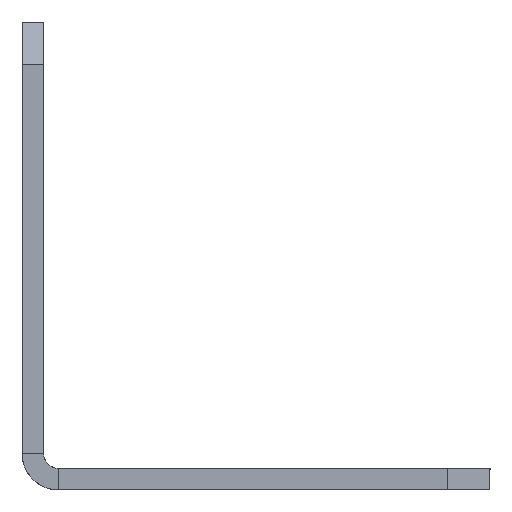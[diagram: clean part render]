
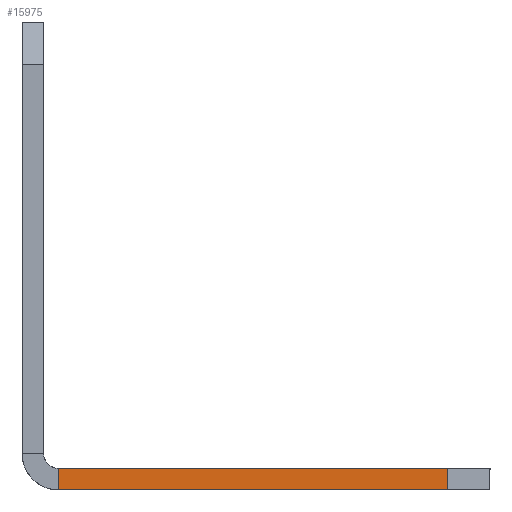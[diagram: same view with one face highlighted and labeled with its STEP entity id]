
A CAD part, left-side view. The second image highlights one B-rep face of the part: STEP entity #15975.
In plain terms, the highlighted planar face has unit normal (-1, 0, 0).
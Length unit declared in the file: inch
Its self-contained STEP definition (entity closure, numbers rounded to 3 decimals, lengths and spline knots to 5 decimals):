
#1105=PLANE('',#17454);
#2959=FACE_OUTER_BOUND('',#3889,.T.);
#3889=EDGE_LOOP('',(#13759,#13760,#13761,#13762));
#4410=LINE('',#23306,#5938);
#4590=LINE('',#24016,#6118);
#4791=LINE('',#24771,#6319);
#5260=LINE('',#26370,#6788);
#5938=VECTOR('',#18232,0.832);
#6118=VECTOR('',#18766,0.046);
#6319=VECTOR('',#19325,0.832);
#6788=VECTOR('',#20596,0.046);
#7446=VERTEX_POINT('',#23216);
#7453=VERTEX_POINT('',#23273);
#7468=VERTEX_POINT('',#23305);
#8196=VERTEX_POINT('',#24769);
#8968=EDGE_CURVE('',#7446,#7468,#4410,.T.);
#9324=EDGE_CURVE('',#7446,#7453,#4590,.T.);
#9701=EDGE_CURVE('',#7453,#8196,#4791,.T.);
#10522=EDGE_CURVE('',#8196,#7468,#5260,.T.);
#13759=ORIENTED_EDGE('',*,*,#9701,.T.);
#13760=ORIENTED_EDGE('',*,*,#10522,.T.);
#13761=ORIENTED_EDGE('',*,*,#8968,.F.);
#13762=ORIENTED_EDGE('',*,*,#9324,.T.);
#15975=ADVANCED_FACE('',(#2959),#1105,.T.);
#17454=AXIS2_PLACEMENT_3D('',#26863,#21279,#21280);
#18232=DIRECTION('',(0.,-1.,0.));
#18766=DIRECTION('',(0.,0.,-1.));
#19325=DIRECTION('',(0.,-1.,0.));
#20596=DIRECTION('',(0.,0.,1.));
#21279=DIRECTION('center_axis',(-1.,0.,0.));
#21280=DIRECTION('ref_axis',(0.,0.,1.));
#23216=CARTESIAN_POINT('',(-5.30249,-0.032,-2.79968));
#23273=CARTESIAN_POINT('',(-5.30249,-0.032,-2.84568));
#23305=CARTESIAN_POINT('',(-5.30249,-0.864,-2.79968));
#23306=CARTESIAN_POINT('',(-5.30249,-0.032,-2.79968));
#24016=CARTESIAN_POINT('',(-5.30249,-0.032,-2.79968));
#24769=CARTESIAN_POINT('',(-5.30249,-0.864,-2.84568));
#24771=CARTESIAN_POINT('',(-5.30249,-0.032,-2.84568));
#26370=CARTESIAN_POINT('',(-5.30249,-0.864,-2.84568));
#26863=CARTESIAN_POINT('Origin',(-5.30249,-0.954,-2.84568));
